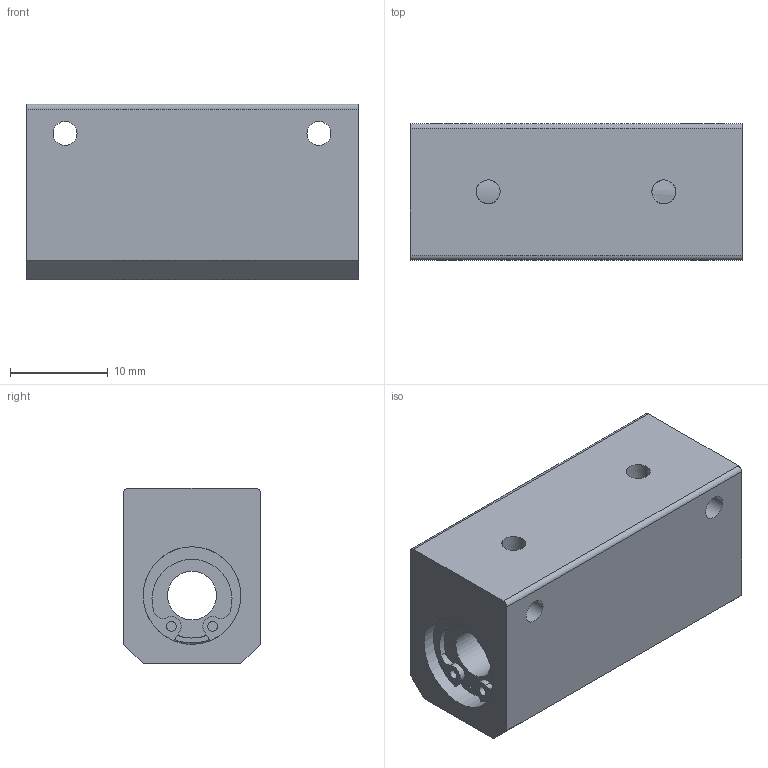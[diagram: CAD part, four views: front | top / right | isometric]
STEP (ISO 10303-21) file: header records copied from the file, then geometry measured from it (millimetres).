
FILE_DESCRIPTION((''),'2;1');
FILE_NAME('CHW5.stp','2010-01-25T09:37:27',('Tsuchiya'),(''),'Autodesk Inventor 10','Autodesk Inventor 10','');
FILE_SCHEMA(('AUTOMOTIVE_DESIGN { 1 0 10303 214 1 1 1 1 }'));
Length unit declared in the file: millimetre
Products named in the file (1): CHW5
Bounding box: 34 x 14 x 18 mm (x, y, z)
Volume: 7315.6 mm3; surface area: 3984 mm2
Topology: 1 solids, 6 shells, 76 faces, 180 edges, 117 vertices
Faces by surface type: bspline 34, cylinder 22, plane 20
Full cylindrical faces by diameter (mm): 1 x2, 5 x1, 8.7 x2, 9.6 x2, 10 x7
Entity records: 2441 total; most frequent: CARTESIAN_POINT 867, DIRECTION 304, ORIENTED_EDGE 274, EDGE_CURVE 137, EDGE_LOOP 136, AXIS2_PLACEMENT_3D 126, VERTEX_POINT 105, CIRCLE 83
